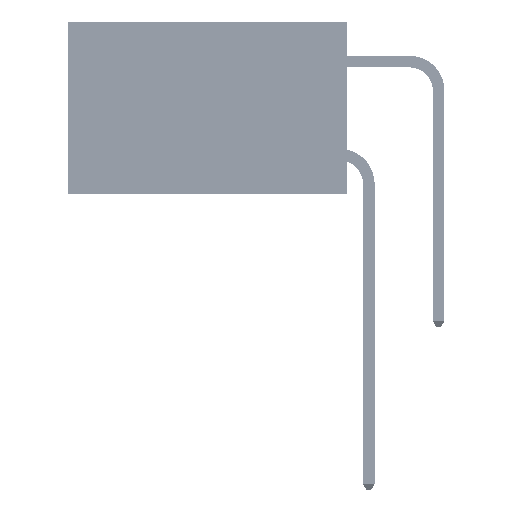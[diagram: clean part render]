
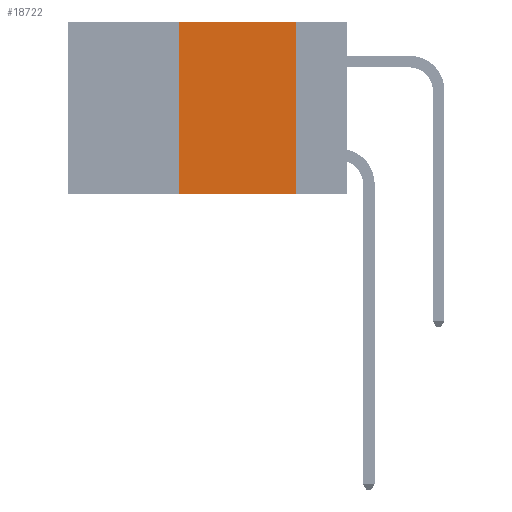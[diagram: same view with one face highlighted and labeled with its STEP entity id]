
A CAD part, left-side view. The second image highlights one B-rep face of the part: STEP entity #18722.
In plain terms, the highlighted planar face has unit normal (-1, 0, 0).
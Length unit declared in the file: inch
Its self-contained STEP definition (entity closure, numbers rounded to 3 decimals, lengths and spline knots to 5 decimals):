
#764 = PLANE ( 'NONE',  #47169 ) ;
#867 = CARTESIAN_POINT ( 'NONE',  ( 0., 0.11, -0.37 ) ) ;
#2947 = DIRECTION ( 'NONE',  ( 0., -1., 0. ) ) ;
#3020 = EDGE_CURVE ( 'NONE', #12638, #35312, #13561, .T. ) ;
#3630 = VECTOR ( 'NONE', #12481, 39.37008 ) ;
#4326 = CARTESIAN_POINT ( 'NONE',  ( 0., 0.6, 0. ) ) ;
#4799 = DIRECTION ( 'NONE',  ( 0., 0., -1. ) ) ;
#4936 = EDGE_CURVE ( 'NONE', #15124, #35312, #28932, .T. ) ;
#8348 = VECTOR ( 'NONE', #2947, 39.37008 ) ;
#9232 = CARTESIAN_POINT ( 'NONE',  ( 0., 0.36, 0. ) ) ;
#11197 = FACE_OUTER_BOUND ( 'NONE', #36351, .T. ) ;
#11782 = DIRECTION ( 'NONE',  ( 0., 0., -1. ) ) ;
#12481 = DIRECTION ( 'NONE',  ( 0., 0., 1. ) ) ;
#12638 = VERTEX_POINT ( 'NONE', #34377 ) ;
#13561 = LINE ( 'NONE', #25058, #8348 ) ;
#13871 = DIRECTION ( 'NONE',  ( 0., -1., 0. ) ) ;
#14382 = VECTOR ( 'NONE', #13871, 39.37008 ) ;
#15124 = VERTEX_POINT ( 'NONE', #25818 ) ;
#15585 = ORIENTED_EDGE ( 'NONE', *, *, #47200, .F. ) ;
#18722 = ADVANCED_FACE ( 'NONE', ( #11197 ), #764, .F. ) ;
#20977 = LINE ( 'NONE', #9232, #3630 ) ;
#25058 = CARTESIAN_POINT ( 'NONE',  ( 0., 0.6, -0.37 ) ) ;
#25818 = CARTESIAN_POINT ( 'NONE',  ( 0., 0.11, 0. ) ) ;
#26142 = ORIENTED_EDGE ( 'NONE', *, *, #4936, .F. ) ;
#26838 = EDGE_CURVE ( 'NONE', #33934, #15124, #28213, .T. ) ;
#27677 = ORIENTED_EDGE ( 'NONE', *, *, #3020, .T. ) ;
#28213 = LINE ( 'NONE', #42866, #14382 ) ;
#28932 = LINE ( 'NONE', #37751, #34084 ) ;
#33934 = VERTEX_POINT ( 'NONE', #41161 ) ;
#34084 = VECTOR ( 'NONE', #11782, 39.37008 ) ;
#34377 = CARTESIAN_POINT ( 'NONE',  ( 0., 0.36, -0.37 ) ) ;
#35312 = VERTEX_POINT ( 'NONE', #867 ) ;
#36351 = EDGE_LOOP ( 'NONE', ( #26142, #39362, #15585, #27677 ) ) ;
#37699 = DIRECTION ( 'NONE',  ( 1., 0., 0. ) ) ;
#37751 = CARTESIAN_POINT ( 'NONE',  ( 0., 0.11, 0. ) ) ;
#39362 = ORIENTED_EDGE ( 'NONE', *, *, #26838, .F. ) ;
#41161 = CARTESIAN_POINT ( 'NONE',  ( 0., 0.36, 0. ) ) ;
#42866 = CARTESIAN_POINT ( 'NONE',  ( 0., 0.6, 0. ) ) ;
#47169 = AXIS2_PLACEMENT_3D ( 'NONE', #4326, #37699, #4799 ) ;
#47200 = EDGE_CURVE ( 'NONE', #12638, #33934, #20977, .T. ) ;
